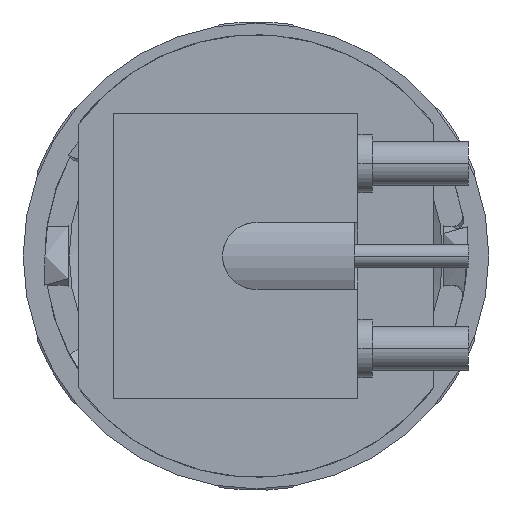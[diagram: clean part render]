
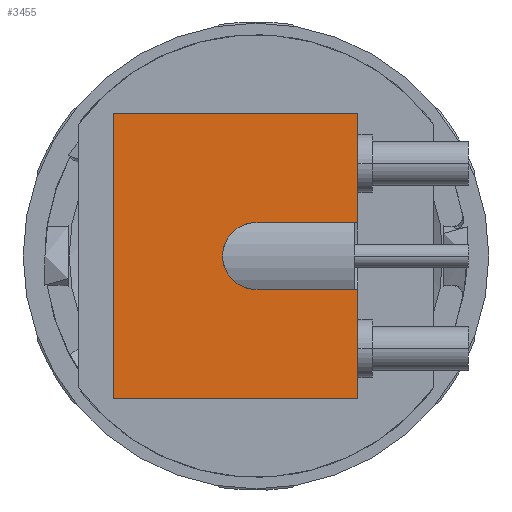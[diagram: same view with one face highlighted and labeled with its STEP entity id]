
A CAD part, left-side view. The second image highlights one B-rep face of the part: STEP entity #3455.
In plain terms, the highlighted planar face has unit normal (-1, 0, 0).
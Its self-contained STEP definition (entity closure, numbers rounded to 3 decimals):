
#1=DIRECTION('',(0.,1.,0.));
#2=VECTOR('',#1,3.5);
#3=CARTESIAN_POINT('',(0.,-3.5,1.15));
#4=LINE('',#3,#2);
#5=CARTESIAN_POINT('',(0.,0.,0.));
#6=DIRECTION('',(-1.,0.,0.));
#7=DIRECTION('',(0.,0.,1.));
#8=AXIS2_PLACEMENT_3D('',#5,#6,#7);
#10=DIRECTION('',(0.,1.,0.));
#11=VECTOR('',#10,3.5);
#12=CARTESIAN_POINT('',(0.,-3.5,-1.15));
#13=LINE('',#12,#11);
#14=DIRECTION('',(0.,0.,-1.));
#15=VECTOR('',#14,3.75);
#16=CARTESIAN_POINT('',(0.,-3.5,-1.15));
#17=LINE('',#16,#15);
#18=DIRECTION('',(0.,1.,0.));
#19=VECTOR('',#18,8.4);
#20=CARTESIAN_POINT('',(0.,-3.5,-4.9));
#21=LINE('',#20,#19);
#22=DIRECTION('',(0.,0.,1.));
#23=VECTOR('',#22,9.8);
#24=CARTESIAN_POINT('',(0.,4.9,-4.9));
#25=LINE('',#24,#23);
#26=DIRECTION('',(0.,-1.,0.));
#27=VECTOR('',#26,8.4);
#28=CARTESIAN_POINT('',(0.,4.9,4.9));
#29=LINE('',#28,#27);
#30=DIRECTION('',(0.,0.,-1.));
#31=VECTOR('',#30,3.75);
#32=CARTESIAN_POINT('',(0.,-3.5,4.9));
#33=LINE('',#32,#31);
#3025=CARTESIAN_POINT('',(0.,4.9,4.9));
#3026=CARTESIAN_POINT('',(0.,-3.5,4.9));
#3027=VERTEX_POINT('',#3025);
#3028=VERTEX_POINT('',#3026);
#3029=CARTESIAN_POINT('',(0.,-3.5,-4.9));
#3030=CARTESIAN_POINT('',(0.,4.9,-4.9));
#3031=VERTEX_POINT('',#3029);
#3032=VERTEX_POINT('',#3030);
#3090=CARTESIAN_POINT('',(0.,-3.5,1.15));
#3091=CARTESIAN_POINT('',(0.,0.,1.15));
#3092=VERTEX_POINT('',#3090);
#3093=VERTEX_POINT('',#3091);
#3094=CARTESIAN_POINT('',(0.,0.,-1.15));
#3095=VERTEX_POINT('',#3094);
#3096=CARTESIAN_POINT('',(0.,-3.5,-1.15));
#3097=VERTEX_POINT('',#3096);
#3432=CARTESIAN_POINT('',(0.,0.,0.));
#3433=DIRECTION('',(1.,0.,0.));
#3434=DIRECTION('',(0.,0.,-1.));
#3435=AXIS2_PLACEMENT_3D('',#3432,#3433,#3434);
#3436=PLANE('',#3435);
#3438=ORIENTED_EDGE('',*,*,#3437,.T.);
#3440=ORIENTED_EDGE('',*,*,#3439,.T.);
#3442=ORIENTED_EDGE('',*,*,#3441,.F.);
#3444=ORIENTED_EDGE('',*,*,#3443,.T.);
#3446=ORIENTED_EDGE('',*,*,#3445,.T.);
#3448=ORIENTED_EDGE('',*,*,#3447,.T.);
#3450=ORIENTED_EDGE('',*,*,#3449,.T.);
#3452=ORIENTED_EDGE('',*,*,#3451,.T.);
#3453=EDGE_LOOP('',(#3438,#3440,#3442,#3444,#3446,#3448,#3450,#3452));
#3454=FACE_OUTER_BOUND('',#3453,.F.);
#9=CIRCLE('',#8,1.15);
#3437=EDGE_CURVE('',#3092,#3093,#4,.T.);
#3439=EDGE_CURVE('',#3093,#3095,#9,.T.);
#3441=EDGE_CURVE('',#3097,#3095,#13,.T.);
#3443=EDGE_CURVE('',#3097,#3031,#17,.T.);
#3445=EDGE_CURVE('',#3031,#3032,#21,.T.);
#3447=EDGE_CURVE('',#3032,#3027,#25,.T.);
#3449=EDGE_CURVE('',#3027,#3028,#29,.T.);
#3451=EDGE_CURVE('',#3028,#3092,#33,.T.);
#3455=ADVANCED_FACE('',(#3454),#3436,.F.);
